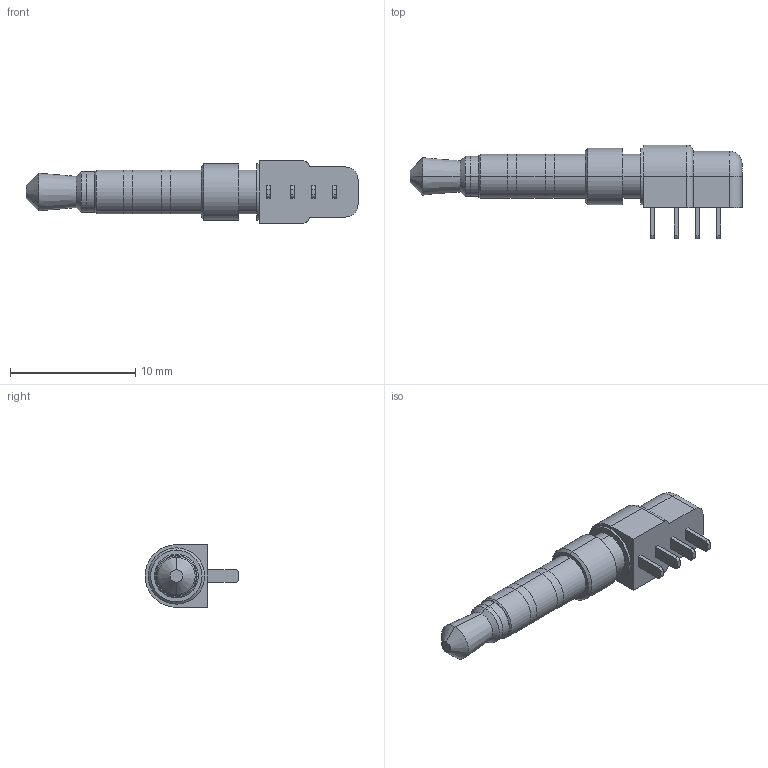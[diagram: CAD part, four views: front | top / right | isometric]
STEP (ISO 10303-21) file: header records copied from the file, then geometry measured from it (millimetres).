
FILE_DESCRIPTION (( 'STEP AP203' ), '1' );
FILE_NAME ('CUI_DEVICES_SP-3541.step', '2019-10-20T23:05:56', ( '' ), ( '' ), 'SwSTEP 2.0', 'SolidWorks 2019', '' );
FILE_SCHEMA (( 'CONFIG_CONTROL_DESIGN' ));
Length unit declared in the file: inch
Products named in the file (1): CUI_DEVICES_SP-3541
Bounding box: 26.5 x 7.5 x 5 mm (x, y, z)
Volume: 331.3 mm3; surface area: 509.5 mm2
Topology: 7 solids, 7 shells, 89 faces, 185 edges, 118 vertices
Faces by surface type: plane 43, cylinder 34, cone 10, torus 2
Entity records: 2437 total; most frequent: DIRECTION 444, CARTESIAN_POINT 393, ORIENTED_EDGE 370, EDGE_CURVE 185, AXIS2_PLACEMENT_3D 169, VERTEX_POINT 118, LINE 106, VECTOR 106
